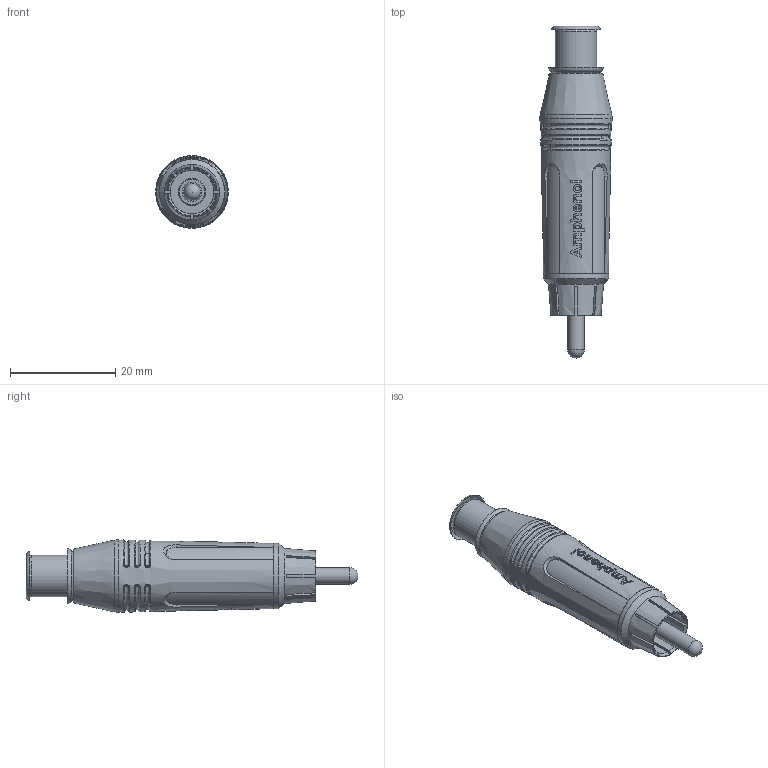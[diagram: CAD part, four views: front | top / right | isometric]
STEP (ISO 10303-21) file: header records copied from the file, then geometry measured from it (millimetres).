
FILE_DESCRIPTION(/* description */ (''),/* implementation_level */ '2;1');
FILE_NAME(/* name */ 'ACPR-YEL.stp',/* time_stamp */ '2020-09-30T16:50:40+10:00',/* author */ ('minh'),/* organization */ (''),/* preprocessor_version */ 'ST-DEVELOPER v18.1',/* originating_system */ 'Autodesk Inventor 2021',/* authorisation */ '');
FILE_SCHEMA (('AUTOMOTIVE_DESIGN { 1 0 10303 214 3 1 1 }'));
Length unit declared in the file: inch
Products named in the file (1): ACPR-YEL_Shrinkwrap_1
Bounding box: 13.8 x 63 x 13.8 mm (x, y, z)
Volume: 3190.4 mm3; surface area: 7350 mm2
Topology: 7 solids, 7 shells, 520 faces, 1407 edges, 927 vertices
Faces by surface type: plane 225, bspline 125, cylinder 63, cone 58, torus 36, sphere 13
Full cylindrical faces by diameter (mm): 2.4 x1, 3.2 x4, 3.75 x1, 4 x1, 5.2 x1, 5.25 x1, 5.4 x1, 7.4 x1, 7.9 x1, 8 x1, 8.2 x1, 8.3 x1, 8.4 x1, 8.6 x1, 8.9 x1, 9 x1, 9.5 x1, 10.3 x1, 10.8 x1, 11 x1, 12.4 x1
Entity records: 21099 total; most frequent: CARTESIAN_POINT 7969, ORIENTED_EDGE 2810, DIRECTION 2350, EDGE_CURVE 1405, VERTEX_POINT 927, AXIS2_PLACEMENT_3D 892, EDGE_LOOP 568, LINE 566
